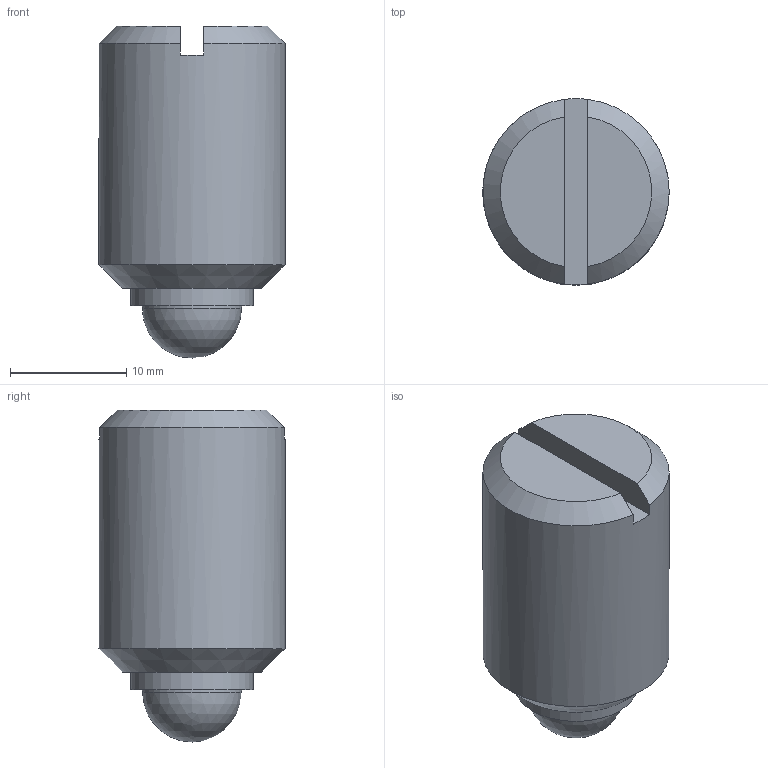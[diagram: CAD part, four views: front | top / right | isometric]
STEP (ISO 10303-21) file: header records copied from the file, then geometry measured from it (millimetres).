
FILE_DESCRIPTION( ( 'Unknown' ), '1' );
FILE_NAME( '7747236_APP_24_IR.stp', 'Unknown', ( 'Unknown' ), ( 'Unknown' ), 'PSStep 14.0', 'Unknown', ' ' );
FILE_SCHEMA( ( 'AUTOMOTIVE_DESIGN { 1 0 10303 214 1 1 1 1 }' ) );
Length unit declared in the file: millimetre
Products named in the file (1): 1
Bounding box: 16 x 16 x 28.5 mm (x, y, z)
Volume: 4608.3 mm3; surface area: 1603.1 mm2
Topology: 1 solids, 1 shells, 14 faces, 32 edges, 21 vertices
Faces by surface type: plane 7, cylinder 3, cone 3, sphere 1
Full cylindrical faces by diameter (mm): 8.5 x1, 10.5 x1, 16 x1
Entity records: 480 total; most frequent: CARTESIAN_POINT 69, DIRECTION 62, ORIENTED_EDGE 48, AXIS2_PLACEMENT_3D 27, EDGE_CURVE 24, EDGE_LOOP 20, VERTEX_POINT 18, FACE_OUTER_BOUND 17
